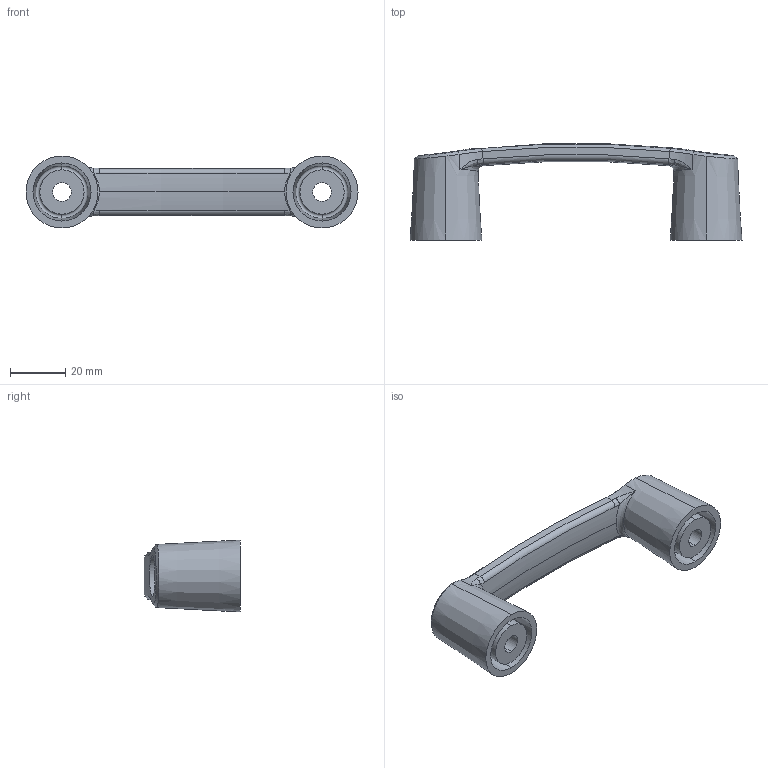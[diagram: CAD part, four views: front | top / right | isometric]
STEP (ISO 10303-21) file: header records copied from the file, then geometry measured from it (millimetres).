
FILE_DESCRIPTION (( 'STEP AP214' ), '1' );
FILE_NAME ('12093b65.STEP', '2013-01-14T09:57:37', ( '' ), ( '' ), 'SwSTEP 2.0', 'SolidWorks 2012', '' );
FILE_SCHEMA (( 'AUTOMOTIVE_DESIGN' ));
Length unit declared in the file: millimetre
Products named in the file (1): 12093b65
Bounding box: 120 x 34.82 x 26 mm (x, y, z)
Volume: 25259.6 mm3; surface area: 15947.3 mm2
Topology: 1 solids, 1 shells, 73 faces, 171 edges, 102 vertices
Faces by surface type: bspline 20, cylinder 18, plane 14, cone 12, torus 9
Entity records: 3109 total; most frequent: CARTESIAN_POINT 1562, ORIENTED_EDGE 334, DIRECTION 282, EDGE_CURVE 167, AXIS2_PLACEMENT_3D 123, VERTEX_POINT 102, EDGE_LOOP 83, FACE_OUTER_BOUND 73
